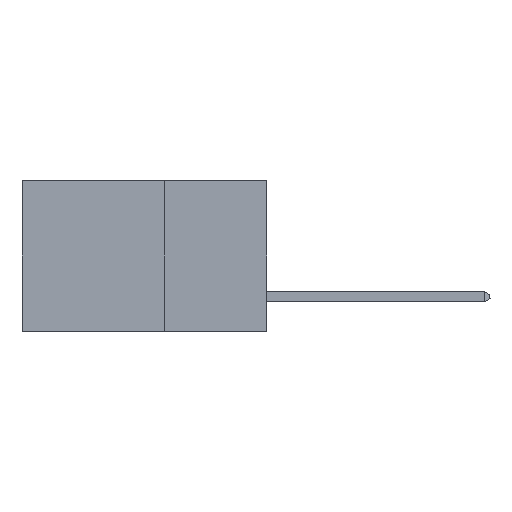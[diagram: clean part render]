
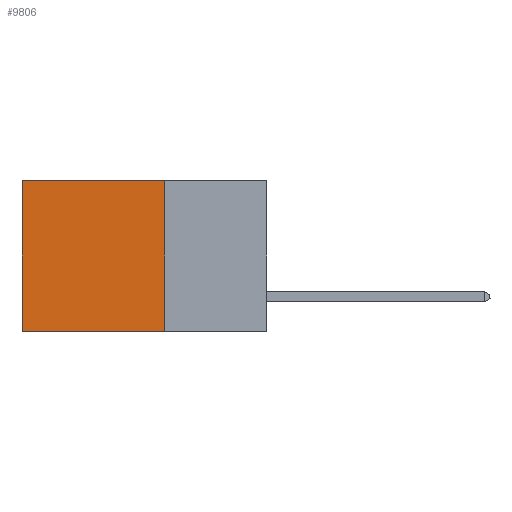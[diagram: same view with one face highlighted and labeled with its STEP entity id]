
A CAD part, left-side view. The second image highlights one B-rep face of the part: STEP entity #9806.
In plain terms, the highlighted planar face has unit normal (-1, 0, 0).
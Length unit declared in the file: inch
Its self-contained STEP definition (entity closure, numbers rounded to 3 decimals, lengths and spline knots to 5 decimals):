
#791 = CARTESIAN_POINT ( 'NONE',  ( 0.2875, 0.25, 0. ) ) ;
#1456 = EDGE_CURVE ( 'NONE', #3524, #3545, #11261, .T. ) ;
#3524 = VERTEX_POINT ( 'NONE', #23284 ) ;
#3545 = VERTEX_POINT ( 'NONE', #39510 ) ;
#3810 = AXIS2_PLACEMENT_3D ( 'NONE', #791, #33050, #10509 ) ;
#4938 = EDGE_LOOP ( 'NONE', ( #20352, #10178, #38590, #7528 ) ) ;
#5164 = VECTOR ( 'NONE', #39794, 39.37008 ) ;
#7528 = ORIENTED_EDGE ( 'NONE', *, *, #17106, .T. ) ;
#9806 = ADVANCED_FACE ( 'NONE', ( #28275 ), #29563, .F. ) ;
#10178 = ORIENTED_EDGE ( 'NONE', *, *, #1456, .F. ) ;
#10509 = DIRECTION ( 'NONE',  ( 0., 0., -1. ) ) ;
#11261 = LINE ( 'NONE', #34806, #16670 ) ;
#11620 = CARTESIAN_POINT ( 'NONE',  ( 0.2875, 0.25, 0. ) ) ;
#14756 = VECTOR ( 'NONE', #27778, 39.37008 ) ;
#15966 = EDGE_CURVE ( 'NONE', #20192, #3545, #38769, .T. ) ;
#16670 = VECTOR ( 'NONE', #41243, 39.37008 ) ;
#16721 = CARTESIAN_POINT ( 'NONE',  ( 0.2875, 0.6, 0. ) ) ;
#17106 = EDGE_CURVE ( 'NONE', #30998, #20192, #36176, .T. ) ;
#18467 = CARTESIAN_POINT ( 'NONE',  ( 0.2875, 0.6, 0. ) ) ;
#20192 = VERTEX_POINT ( 'NONE', #16721 ) ;
#20352 = ORIENTED_EDGE ( 'NONE', *, *, #15966, .T. ) ;
#23284 = CARTESIAN_POINT ( 'NONE',  ( 0.2875, 0.25, -0.37 ) ) ;
#23285 = LINE ( 'NONE', #11620, #14756 ) ;
#26455 = CARTESIAN_POINT ( 'NONE',  ( 0.2875, 0.25, 0. ) ) ;
#27778 = DIRECTION ( 'NONE',  ( 0., 0., -1. ) ) ;
#28275 = FACE_OUTER_BOUND ( 'NONE', #4938, .T. ) ;
#29563 = PLANE ( 'NONE',  #3810 ) ;
#30998 = VERTEX_POINT ( 'NONE', #26455 ) ;
#33050 = DIRECTION ( 'NONE',  ( 1., 0., 0. ) ) ;
#33179 = CARTESIAN_POINT ( 'NONE',  ( 0.2875, 0.25, 0. ) ) ;
#34171 = EDGE_CURVE ( 'NONE', #30998, #3524, #23285, .T. ) ;
#34806 = CARTESIAN_POINT ( 'NONE',  ( 0.2875, 0.25, -0.37 ) ) ;
#36176 = LINE ( 'NONE', #33179, #5164 ) ;
#36256 = VECTOR ( 'NONE', #36739, 39.37008 ) ;
#36739 = DIRECTION ( 'NONE',  ( 0., 0., -1. ) ) ;
#38590 = ORIENTED_EDGE ( 'NONE', *, *, #34171, .F. ) ;
#38769 = LINE ( 'NONE', #18467, #36256 ) ;
#39510 = CARTESIAN_POINT ( 'NONE',  ( 0.2875, 0.6, -0.37 ) ) ;
#39794 = DIRECTION ( 'NONE',  ( 0., 1., 0. ) ) ;
#41243 = DIRECTION ( 'NONE',  ( 0., 1., 0. ) ) ;
